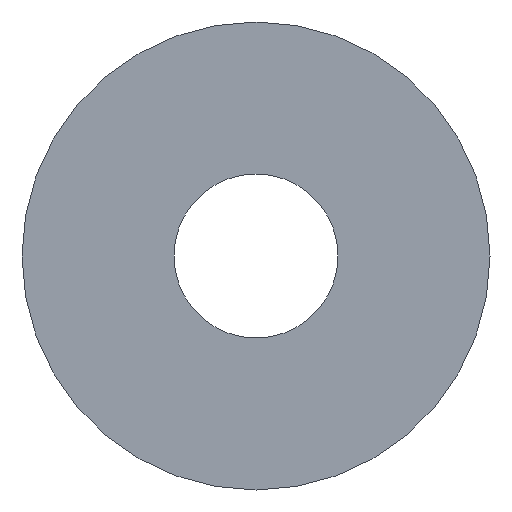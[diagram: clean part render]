
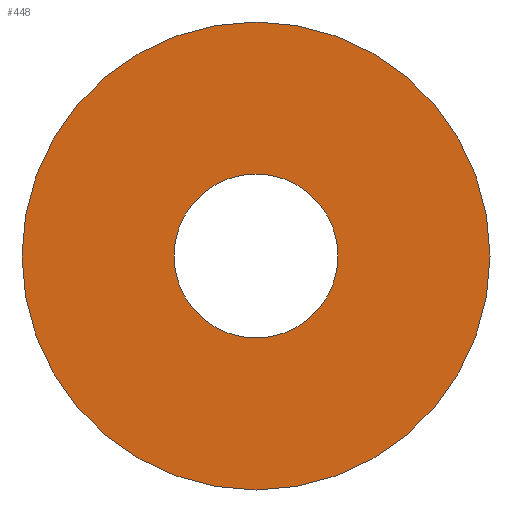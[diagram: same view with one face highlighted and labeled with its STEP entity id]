
A CAD part, left-side view. The second image highlights one B-rep face of the part: STEP entity #448.
In plain terms, the highlighted planar face has unit normal (-1, 0, 0).
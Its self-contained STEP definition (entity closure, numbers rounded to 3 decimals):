
#19 = ORIENTED_EDGE ( 'NONE', *, *, #142, .T. ) ;
#24 = DIRECTION ( 'NONE',  ( 1., 0., 0. ) ) ;
#30 = CIRCLE ( 'NONE', #87, 2.067 ) ;
#32 = ORIENTED_EDGE ( 'NONE', *, *, #389, .T. ) ;
#40 = DIRECTION ( 'NONE',  ( -1., 0., 0. ) ) ;
#64 = CIRCLE ( 'NONE', #236, 5.9 ) ;
#66 = CARTESIAN_POINT ( 'NONE',  ( 0., 0., 0. ) ) ;
#78 = CIRCLE ( 'NONE', #435, 2.067 ) ;
#87 = AXIS2_PLACEMENT_3D ( 'NONE', #66, #24, #466 ) ;
#95 = EDGE_CURVE ( 'NONE', #127, #133, #64, .T. ) ;
#98 = DIRECTION ( 'NONE',  ( 1., 0., 0. ) ) ;
#107 = ORIENTED_EDGE ( 'NONE', *, *, #380, .T. ) ;
#115 = CARTESIAN_POINT ( 'NONE',  ( 0., 0., -5.9 ) ) ;
#118 = FACE_BOUND ( 'NONE', #322, .T. ) ;
#127 = VERTEX_POINT ( 'NONE', #115 ) ;
#133 = VERTEX_POINT ( 'NONE', #269 ) ;
#136 = DIRECTION ( 'NONE',  ( 0., 0., 1. ) ) ;
#142 = EDGE_CURVE ( 'NONE', #133, #127, #369, .T. ) ;
#154 = PLANE ( 'NONE',  #171 ) ;
#171 = AXIS2_PLACEMENT_3D ( 'NONE', #267, #40, #375 ) ;
#196 = FACE_OUTER_BOUND ( 'NONE', #209, .T. ) ;
#201 = DIRECTION ( 'NONE',  ( 0., 0., -1. ) ) ;
#209 = EDGE_LOOP ( 'NONE', ( #333, #19 ) ) ;
#232 = DIRECTION ( 'NONE',  ( -1., 0., 0. ) ) ;
#236 = AXIS2_PLACEMENT_3D ( 'NONE', #382, #232, #201 ) ;
#267 = CARTESIAN_POINT ( 'NONE',  ( 0., 2.45, 0. ) ) ;
#269 = CARTESIAN_POINT ( 'NONE',  ( 0., 0., 5.9 ) ) ;
#310 = DIRECTION ( 'NONE',  ( -1., 0., 0. ) ) ;
#322 = EDGE_LOOP ( 'NONE', ( #107, #32 ) ) ;
#330 = CARTESIAN_POINT ( 'NONE',  ( 0., 0., 2.067 ) ) ;
#331 = AXIS2_PLACEMENT_3D ( 'NONE', #451, #310, #349 ) ;
#333 = ORIENTED_EDGE ( 'NONE', *, *, #95, .T. ) ;
#349 = DIRECTION ( 'NONE',  ( 0., 0., -1. ) ) ;
#366 = CARTESIAN_POINT ( 'NONE',  ( 0., 0., -2.067 ) ) ;
#369 = CIRCLE ( 'NONE', #331, 5.9 ) ;
#375 = DIRECTION ( 'NONE',  ( 0., 0., 1. ) ) ;
#380 = EDGE_CURVE ( 'NONE', #422, #427, #78, .T. ) ;
#382 = CARTESIAN_POINT ( 'NONE',  ( 0., 0., 0. ) ) ;
#389 = EDGE_CURVE ( 'NONE', #427, #422, #30, .T. ) ;
#422 = VERTEX_POINT ( 'NONE', #330 ) ;
#425 = CARTESIAN_POINT ( 'NONE',  ( 0., 0., 0. ) ) ;
#427 = VERTEX_POINT ( 'NONE', #366 ) ;
#435 = AXIS2_PLACEMENT_3D ( 'NONE', #425, #98, #136 ) ;
#448 = ADVANCED_FACE ( 'NONE', ( #118, #196 ), #154, .T. ) ;
#451 = CARTESIAN_POINT ( 'NONE',  ( 0., 0., 0. ) ) ;
#466 = DIRECTION ( 'NONE',  ( 0., 0., 1. ) ) ;
